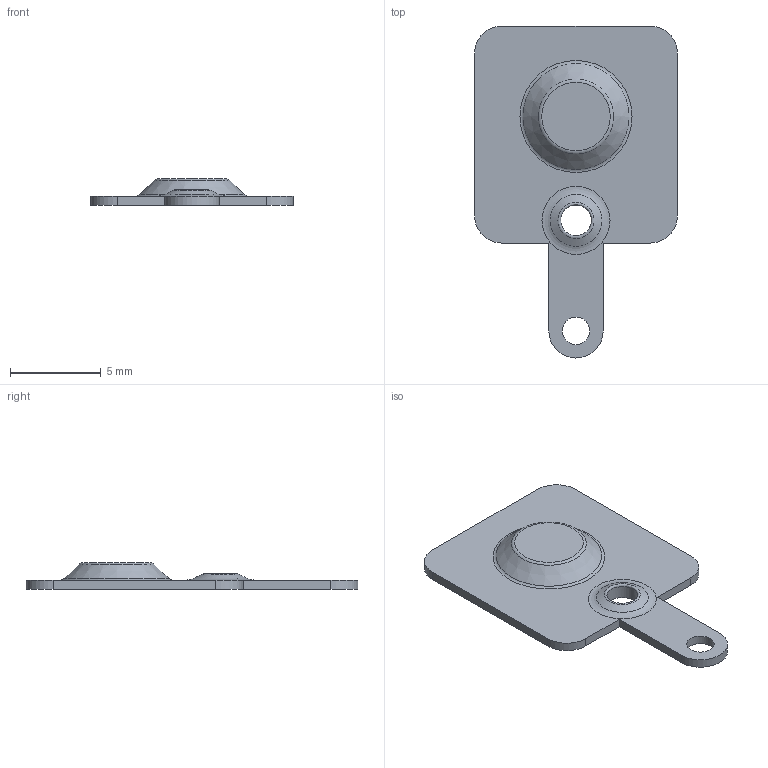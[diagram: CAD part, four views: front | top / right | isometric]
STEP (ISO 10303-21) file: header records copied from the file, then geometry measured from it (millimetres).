
FILE_DESCRIPTION(/* description */ (''),/* implementation_level */ '2;1');
FILE_NAME(/* name */ 'keystone_cathode_5223.step',/* time_stamp */ '2025-10-09T01:07:28+02:00',/* author */ (''),/* organization */ (''),/* preprocessor_version */ 'ST-DEVELOPER v20.1',/* originating_system */ 'Autodesk Translation Framework v14.17.0.0',/* authorisation */ '');
FILE_SCHEMA (('AUTOMOTIVE_DESIGN { 1 0 10303 214 3 1 1 }'));
Length unit declared in the file: millimetre
Products named in the file (2): keystone_cathode_5223; keystone_cathode_5223_1
Assembly tree (1 placements, depth 2):
  keystone_cathode_5223
    keystone_cathode_5223_1
Bounding box: 11.2 x 18.34 x 1.45 mm (x, y, z)
Volume: 77.2 mm3; surface area: 338.5 mm2
Topology: 1 solids, 1 shells, 27 faces, 66 edges, 43 vertices
Faces by surface type: plane 11, cylinder 7, torus 5, cone 3, bspline 1
Full cylindrical faces by diameter (mm): 1.52 x1, 1.7 x1
Entity records: 931 total; most frequent: CARTESIAN_POINT 210, DIRECTION 153, ORIENTED_EDGE 132, EDGE_CURVE 66, AXIS2_PLACEMENT_3D 61, VERTEX_POINT 43, EDGE_LOOP 33, CIRCLE 32
